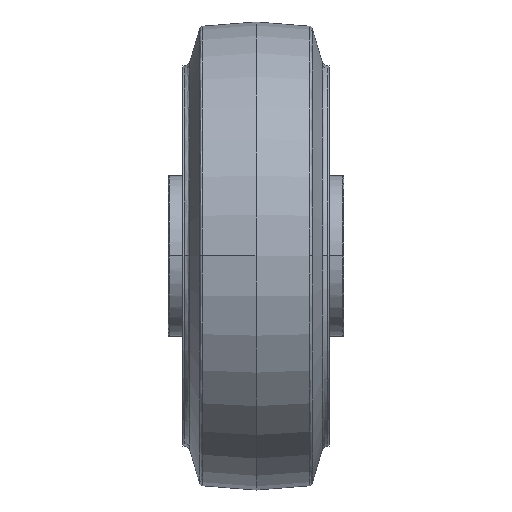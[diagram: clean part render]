
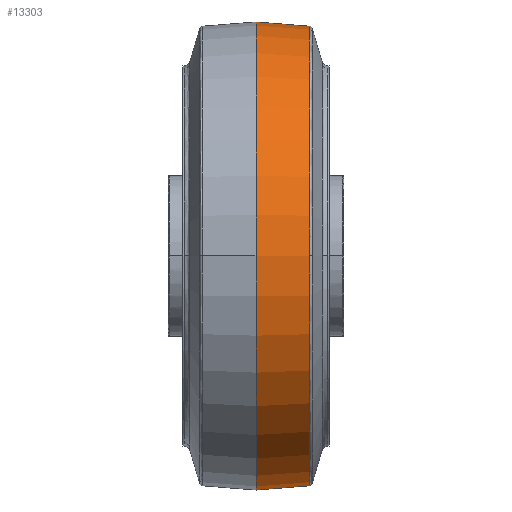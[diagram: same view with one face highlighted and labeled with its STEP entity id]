
A CAD part, top view. The second image highlights one B-rep face of the part: STEP entity #13303.
In plain terms, the highlighted conical face has half-angle 4.514 degrees and reference radius 80 mm.
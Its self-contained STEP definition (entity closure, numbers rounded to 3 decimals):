
#738 = DIRECTION ( 'NONE',  ( 0., 0., -1. ) ) ;
#1336 = AXIS2_PLACEMENT_3D ( 'NONE', #21144, #8744, #23216 ) ;
#1627 = CARTESIAN_POINT ( 'NONE',  ( 30., 0., 0. ) ) ;
#3047 = DIRECTION ( 'NONE',  ( 0., -1., 0. ) ) ;
#3706 = DIRECTION ( 'NONE',  ( 0., 0., 1. ) ) ;
#4635 = AXIS2_PLACEMENT_3D ( 'NONE', #7164, #9232, #3047 ) ;
#4736 = CARTESIAN_POINT ( 'NONE',  ( 30., 0., 0. ) ) ;
#6229 = VECTOR ( 'NONE', #9436, 1000. ) ;
#6808 = DIRECTION ( 'NONE',  ( 0., 0., 1. ) ) ;
#7085 = CARTESIAN_POINT ( 'NONE',  ( 48.315, 0., 78.554 ) ) ;
#7119 = EDGE_CURVE ( 'NONE', #20938, #22649, #23286, .T. ) ;
#7164 = CARTESIAN_POINT ( 'NONE',  ( 30., 0., 0. ) ) ;
#7259 = ORIENTED_EDGE ( 'NONE', *, *, #15404, .F. ) ;
#7360 = CARTESIAN_POINT ( 'NONE',  ( 30., -80., 0. ) ) ;
#8013 = AXIS2_PLACEMENT_3D ( 'NONE', #1627, #16164, #3706 ) ;
#8744 = DIRECTION ( 'NONE',  ( 1., 0., 0. ) ) ;
#9232 = DIRECTION ( 'NONE',  ( -1., 0., 0. ) ) ;
#9436 = DIRECTION ( 'NONE',  ( -0.997, -0.079, 0. ) ) ;
#12777 = EDGE_CURVE ( 'NONE', #16512, #20583, #15813, .T. ) ;
#13178 = AXIS2_PLACEMENT_3D ( 'NONE', #4736, #19216, #6808 ) ;
#13202 = DIRECTION ( 'NONE',  ( 1., 0., 0. ) ) ;
#13303 = ADVANCED_FACE ( 'NONE', ( #16415 ), #13827, .T. ) ;
#13827 = CONICAL_SURFACE ( 'NONE', #4635, 80., 0.079 ) ;
#14209 = CARTESIAN_POINT ( 'NONE',  ( 30., 0., 80. ) ) ;
#14254 = ORIENTED_EDGE ( 'NONE', *, *, #7119, .T. ) ;
#14257 = CIRCLE ( 'NONE', #13178, 80. ) ;
#15404 = EDGE_CURVE ( 'NONE', #16512, #21164, #20143, .T. ) ;
#15813 = LINE ( 'NONE', #20761, #21271 ) ;
#16164 = DIRECTION ( 'NONE',  ( 1., 0., 0. ) ) ;
#16415 = FACE_OUTER_BOUND ( 'NONE', #24396, .T. ) ;
#16512 = VERTEX_POINT ( 'NONE', #19825 ) ;
#18807 = CARTESIAN_POINT ( 'NONE',  ( 30., 80., 0. ) ) ;
#19216 = DIRECTION ( 'NONE',  ( 1., 0., 0. ) ) ;
#19423 = ORIENTED_EDGE ( 'NONE', *, *, #24436, .F. ) ;
#19710 = CARTESIAN_POINT ( 'NONE',  ( 30., -80., 0. ) ) ;
#19804 = EDGE_CURVE ( 'NONE', #20583, #20938, #14257, .T. ) ;
#19825 = CARTESIAN_POINT ( 'NONE',  ( 48.315, 78.554, 0. ) ) ;
#20139 = CIRCLE ( 'NONE', #1336, 78.554 ) ;
#20143 = CIRCLE ( 'NONE', #24622, 78.554 ) ;
#20583 = VERTEX_POINT ( 'NONE', #18807 ) ;
#20761 = CARTESIAN_POINT ( 'NONE',  ( 30., 80., 0. ) ) ;
#20938 = VERTEX_POINT ( 'NONE', #14209 ) ;
#21144 = CARTESIAN_POINT ( 'NONE',  ( 48.315, 0., 0. ) ) ;
#21164 = VERTEX_POINT ( 'NONE', #7085 ) ;
#21271 = VECTOR ( 'NONE', #24918, 1000. ) ;
#22066 = LINE ( 'NONE', #7360, #6229 ) ;
#22649 = VERTEX_POINT ( 'NONE', #19710 ) ;
#22681 = VERTEX_POINT ( 'NONE', #25780 ) ;
#23216 = DIRECTION ( 'NONE',  ( 0., 0., -1. ) ) ;
#23286 = CIRCLE ( 'NONE', #8013, 80. ) ;
#23303 = ORIENTED_EDGE ( 'NONE', *, *, #12777, .T. ) ;
#24396 = EDGE_LOOP ( 'NONE', ( #7259, #23303, #24910, #14254, #19423, #24868 ) ) ;
#24436 = EDGE_CURVE ( 'NONE', #22681, #22649, #22066, .T. ) ;
#24622 = AXIS2_PLACEMENT_3D ( 'NONE', #25563, #13202, #738 ) ;
#24868 = ORIENTED_EDGE ( 'NONE', *, *, #25226, .F. ) ;
#24910 = ORIENTED_EDGE ( 'NONE', *, *, #19804, .T. ) ;
#24918 = DIRECTION ( 'NONE',  ( -0.997, 0.079, 0. ) ) ;
#25226 = EDGE_CURVE ( 'NONE', #21164, #22681, #20139, .T. ) ;
#25563 = CARTESIAN_POINT ( 'NONE',  ( 48.315, 0., 0. ) ) ;
#25780 = CARTESIAN_POINT ( 'NONE',  ( 48.315, -78.554, 0. ) ) ;
